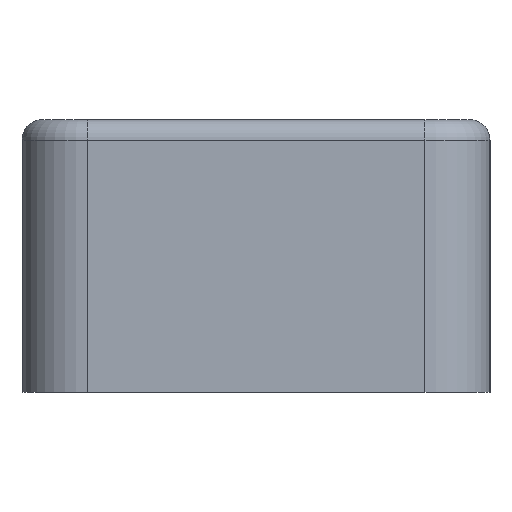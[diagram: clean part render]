
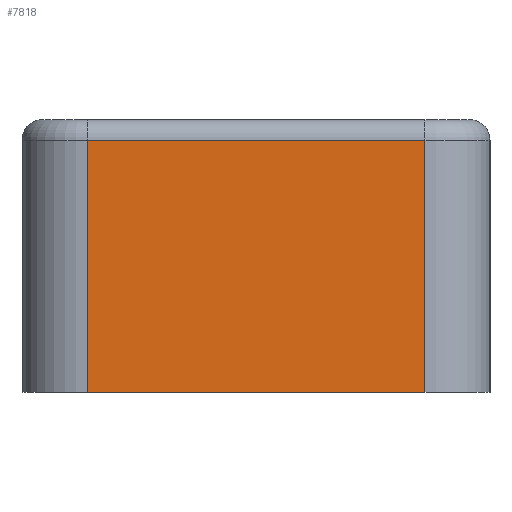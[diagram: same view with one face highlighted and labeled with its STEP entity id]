
A CAD part, left-side view. The second image highlights one B-rep face of the part: STEP entity #7818.
In plain terms, the highlighted planar face has unit normal (-1, 0, 0).
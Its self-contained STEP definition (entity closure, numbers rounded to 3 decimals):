
#676=FACE_OUTER_BOUND('',#1096,.T.);
#1096=EDGE_LOOP('',(#7223,#7224,#7225,#7226));
#1671=LINE('',#13810,#2265);
#1675=LINE('',#13831,#2269);
#1682=LINE('',#13852,#2276);
#1690=LINE('',#13872,#2284);
#2265=VECTOR('',#11344,10.);
#2269=VECTOR('',#11370,10.);
#2276=VECTOR('',#11393,10.);
#2284=VECTOR('',#11419,10.);
#3644=VERTEX_POINT('',#13800);
#3646=VERTEX_POINT('',#13806);
#3653=VERTEX_POINT('',#13829);
#3659=VERTEX_POINT('',#13850);
#4819=EDGE_CURVE('',#3644,#3646,#1671,.T.);
#4830=EDGE_CURVE('',#3653,#3644,#1675,.T.);
#4840=EDGE_CURVE('',#3659,#3653,#1682,.T.);
#4850=EDGE_CURVE('',#3659,#3646,#1690,.T.);
#7223=ORIENTED_EDGE('',*,*,#4819,.F.);
#7224=ORIENTED_EDGE('',*,*,#4830,.F.);
#7225=ORIENTED_EDGE('',*,*,#4840,.F.);
#7226=ORIENTED_EDGE('',*,*,#4850,.T.);
#7403=PLANE('',#8823);
#7818=ADVANCED_FACE('',(#676),#7403,.T.);
#8823=AXIS2_PLACEMENT_3D('',#13873,#11420,#11421);
#11344=DIRECTION('',(0.,-1.,0.));
#11370=DIRECTION('',(0.,0.,1.));
#11393=DIRECTION('',(0.,1.,0.));
#11419=DIRECTION('',(0.,0.,1.));
#11420=DIRECTION('center_axis',(-1.,0.,0.));
#11421=DIRECTION('ref_axis',(0.,-1.,0.));
#13800=CARTESIAN_POINT('',(-90.,13.,16.4));
#13806=CARTESIAN_POINT('',(-90.,-13.,16.4));
#13810=CARTESIAN_POINT('',(-90.,6.5,16.4));
#13829=CARTESIAN_POINT('',(-90.,13.,-3.));
#13831=CARTESIAN_POINT('',(-90.,13.,15.));
#13850=CARTESIAN_POINT('',(-90.,-13.,-3.));
#13852=CARTESIAN_POINT('',(-90.,13.,-3.));
#13872=CARTESIAN_POINT('',(-90.,-13.,15.));
#13873=CARTESIAN_POINT('Origin',(-90.,13.,15.));
